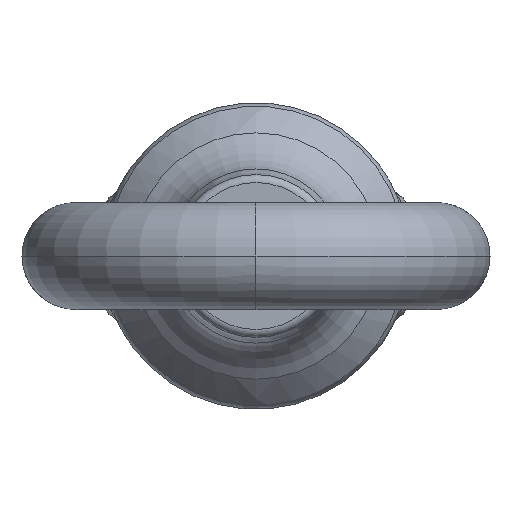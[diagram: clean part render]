
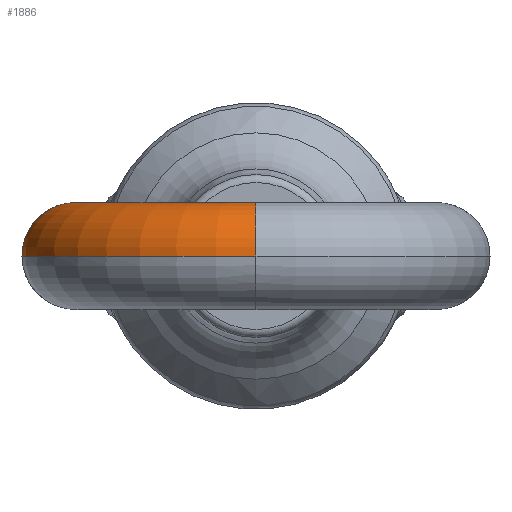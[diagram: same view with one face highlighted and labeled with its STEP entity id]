
A CAD part, left-side view. The second image highlights one B-rep face of the part: STEP entity #1886.
In plain terms, the highlighted toroidal (fillet/blend) face has major radius 6.75 mm and minor radius 2 mm.
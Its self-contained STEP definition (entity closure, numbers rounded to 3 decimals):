
#45=CARTESIAN_POINT('',(-43.628,3.256,
0.));
#46=CARTESIAN_POINT('',(-43.628,3.256,0.081));
#47=CARTESIAN_POINT('',(-43.633,3.242,0.233));
#48=CARTESIAN_POINT('',(-43.651,3.195,0.429));
#49=CARTESIAN_POINT('',(-43.676,3.129,0.605));
#50=CARTESIAN_POINT('',(-43.709,3.039,0.778));
#51=CARTESIAN_POINT('',(-43.753,2.922,0.949));
#52=CARTESIAN_POINT('',(-43.803,2.793,1.099));
#53=CARTESIAN_POINT('',(-43.854,2.658,1.228));
#54=CARTESIAN_POINT('',(-43.911,2.509,1.348));
#55=CARTESIAN_POINT('',(-43.98,2.332,1.468));
#56=CARTESIAN_POINT('',(-44.063,2.123,1.585));
#57=CARTESIAN_POINT('',(-44.162,1.877,1.696));
#58=CARTESIAN_POINT('',(-44.277,1.596,1.795));
#59=CARTESIAN_POINT('',(-44.411,1.277,1.879));
#60=CARTESIAN_POINT('',(-44.571,0.909,1.945));
#61=CARTESIAN_POINT('',(-44.762,0.488,1.989));
#62=CARTESIAN_POINT('',(-44.916,0.168,2.));
#63=CARTESIAN_POINT('',(-45.,0.,2.));
#65=CARTESIAN_POINT('',(-51.75,0.,0.));
#66=DIRECTION('',(0.,0.,1.));
#67=DIRECTION('',(1.,0.,0.));
#68=AXIS2_PLACEMENT_3D('',#65,#66,#67);
#165=CARTESIAN_POINT('',(-45.,0.,
2.));
#1626=CARTESIAN_POINT('',(-51.75,0.,0.));
#1627=DIRECTION('',(0.,0.,1.));
#1628=DIRECTION('',(0.928,0.372,0.));
#1629=AXIS2_PLACEMENT_3D('',#1626,#1627,#1628);
#1646=CARTESIAN_POINT('',(-58.5,0.,0.));
#1647=DIRECTION('',(0.,-1.,0.));
#1648=DIRECTION('',(1.,0.,0.));
#1649=AXIS2_PLACEMENT_3D('',#1646,#1647,#1648);
#1656=CARTESIAN_POINT('',(-45.,0.,0.));
#1657=DIRECTION('',(0.,1.,0.));
#1658=DIRECTION('',(-1.,0.,0.));
#1659=AXIS2_PLACEMENT_3D('',#1656,#1657,#1658);
#1661=CARTESIAN_POINT('',(-56.5,0.,0.));
#1662=CARTESIAN_POINT('',(-60.5,0.,0.));
#1663=VERTEX_POINT('',#1661);
#1664=VERTEX_POINT('',#1662);
#1665=CARTESIAN_POINT('',(-47.,0.,0.));
#1666=VERTEX_POINT('',#1665);
#1860=VERTEX_POINT('',#165);
#1861=VERTEX_POINT('',#45);
#1869=CARTESIAN_POINT('',(-51.75,0.,0.));
#1870=DIRECTION('',(0.,0.,1.));
#1871=DIRECTION('',(-1.,0.,0.));
#1872=AXIS2_PLACEMENT_3D('',#1869,#1870,#1871);
#1873=TOROIDAL_SURFACE('',#1872,6.75,2.);
#1875=ORIENTED_EDGE('',*,*,#1874,.T.);
#1877=ORIENTED_EDGE('',*,*,#1876,.F.);
#1879=ORIENTED_EDGE('',*,*,#1878,.T.);
#1881=ORIENTED_EDGE('',*,*,#1880,.T.);
#1883=ORIENTED_EDGE('',*,*,#1882,.F.);
#1884=EDGE_LOOP('',(#1875,#1877,#1879,#1881,#1883));
#1885=FACE_OUTER_BOUND('',#1884,.F.);
#64=B_SPLINE_CURVE_WITH_KNOTS('',3,(#45,#46,#47,#48,#49,#50,#51,#52,#53,#54,#55,
#56,#57,#58,#59,#60,#61,#62,#63),.UNSPECIFIED.,.F.,.F.,(4,1,1,1,1,1,1,1,1,1,1,1,
1,1,1,1,4),(0.,0.063,0.125,0.188,0.25,0.313,0.375,0.438,
0.5,0.563,0.625,0.688,0.75,0.813,0.875,0.938,1.),
.UNSPECIFIED.);
#69=CIRCLE('',#68,4.75);
#1630=CIRCLE('',#1629,8.75);
#1650=CIRCLE('',#1649,2.);
#1660=CIRCLE('',#1659,2.);
#1874=EDGE_CURVE('',#1861,#1860,#64,.T.);
#1876=EDGE_CURVE('',#1666,#1860,#1660,.T.);
#1878=EDGE_CURVE('',#1666,#1663,#69,.T.);
#1880=EDGE_CURVE('',#1663,#1664,#1650,.T.);
#1882=EDGE_CURVE('',#1861,#1664,#1630,.T.);
#1886=ADVANCED_FACE('',(#1885),#1873,.T.);
